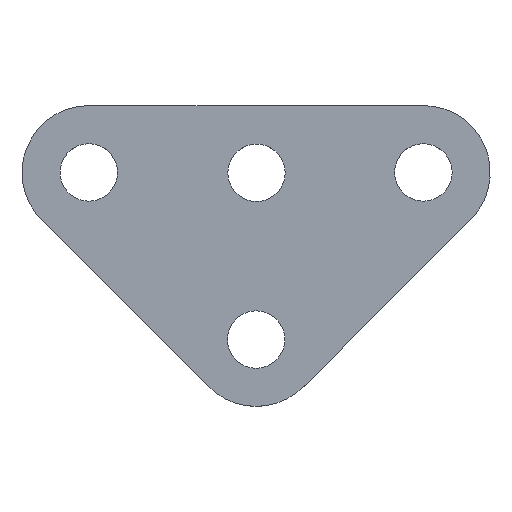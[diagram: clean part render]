
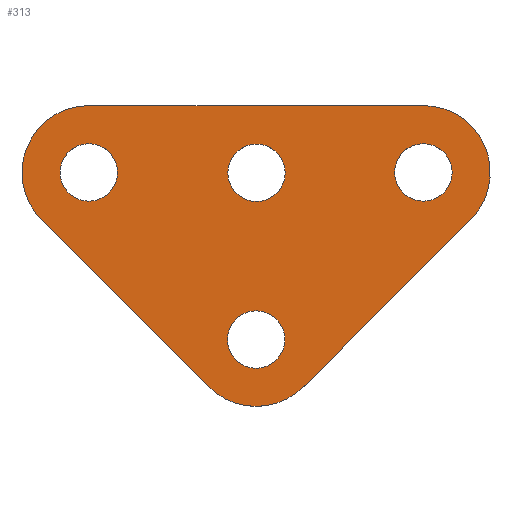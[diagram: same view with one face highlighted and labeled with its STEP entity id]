
A CAD part, top view. The second image highlights one B-rep face of the part: STEP entity #313.
In plain terms, the highlighted planar face has unit normal (0, 0, 1).
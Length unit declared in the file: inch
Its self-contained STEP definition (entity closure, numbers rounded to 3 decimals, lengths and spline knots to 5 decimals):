
#15=FACE_BOUND('',#62,.T.);
#16=FACE_BOUND('',#63,.T.);
#17=FACE_BOUND('',#64,.T.);
#18=FACE_BOUND('',#65,.T.);
#29=PLANE('',#367);
#45=FACE_OUTER_BOUND('',#61,.T.);
#61=EDGE_LOOP('',(#263,#264,#265,#266,#267,#268,#269,#270,#271,#272));
#62=EDGE_LOOP('',(#273));
#63=EDGE_LOOP('',(#274));
#64=EDGE_LOOP('',(#275));
#65=EDGE_LOOP('',(#276));
#77=LINE('',#493,#103);
#81=LINE('',#505,#107);
#84=LINE('',#511,#110);
#88=LINE('',#521,#114);
#92=LINE('',#533,#118);
#95=LINE('',#539,#121);
#103=VECTOR('',#403,0.3937);
#107=VECTOR('',#415,0.3937);
#110=VECTOR('',#420,0.3937);
#114=VECTOR('',#432,0.3937);
#118=VECTOR('',#444,0.3937);
#121=VECTOR('',#449,0.3937);
#123=CIRCLE('',#338,0.0858);
#125=CIRCLE('',#341,0.086);
#127=CIRCLE('',#344,0.086);
#129=CIRCLE('',#347,0.086);
#132=CIRCLE('',#352,0.2);
#134=CIRCLE('',#357,0.2);
#136=CIRCLE('',#361,0.2);
#138=CIRCLE('',#366,0.2);
#139=VERTEX_POINT('',#463);
#141=VERTEX_POINT('',#469);
#143=VERTEX_POINT('',#475);
#145=VERTEX_POINT('',#481);
#149=VERTEX_POINT('',#490);
#150=VERTEX_POINT('',#492);
#152=VERTEX_POINT('',#498);
#154=VERTEX_POINT('',#504);
#156=VERTEX_POINT('',#510);
#158=VERTEX_POINT('',#516);
#160=VERTEX_POINT('',#526);
#162=VERTEX_POINT('',#532);
#164=VERTEX_POINT('',#538);
#165=EDGE_CURVE('',#139,#139,#123,.T.);
#168=EDGE_CURVE('',#141,#141,#125,.T.);
#171=EDGE_CURVE('',#143,#143,#127,.T.);
#174=EDGE_CURVE('',#145,#145,#129,.T.);
#179=EDGE_CURVE('',#150,#149,#77,.T.);
#182=EDGE_CURVE('',#152,#150,#132,.T.);
#185=EDGE_CURVE('',#154,#152,#81,.T.);
#188=EDGE_CURVE('',#156,#154,#84,.T.);
#191=EDGE_CURVE('',#158,#156,#134,.T.);
#194=EDGE_CURVE('',#156,#158,#88,.T.);
#197=EDGE_CURVE('',#160,#156,#136,.T.);
#200=EDGE_CURVE('',#162,#160,#92,.T.);
#203=EDGE_CURVE('',#164,#162,#95,.T.);
#206=EDGE_CURVE('',#149,#164,#138,.T.);
#263=ORIENTED_EDGE('',*,*,#206,.T.);
#264=ORIENTED_EDGE('',*,*,#203,.T.);
#265=ORIENTED_EDGE('',*,*,#200,.T.);
#266=ORIENTED_EDGE('',*,*,#197,.T.);
#267=ORIENTED_EDGE('',*,*,#194,.T.);
#268=ORIENTED_EDGE('',*,*,#191,.T.);
#269=ORIENTED_EDGE('',*,*,#188,.T.);
#270=ORIENTED_EDGE('',*,*,#185,.T.);
#271=ORIENTED_EDGE('',*,*,#182,.T.);
#272=ORIENTED_EDGE('',*,*,#179,.T.);
#273=ORIENTED_EDGE('',*,*,#174,.T.);
#274=ORIENTED_EDGE('',*,*,#171,.T.);
#275=ORIENTED_EDGE('',*,*,#168,.T.);
#276=ORIENTED_EDGE('',*,*,#165,.T.);
#313=ADVANCED_FACE('',(#45,#15,#16,#17,#18),#29,.T.);
#338=AXIS2_PLACEMENT_3D('',#464,#373,#374);
#341=AXIS2_PLACEMENT_3D('',#470,#380,#381);
#344=AXIS2_PLACEMENT_3D('',#476,#387,#388);
#347=AXIS2_PLACEMENT_3D('',#482,#394,#395);
#352=AXIS2_PLACEMENT_3D('',#499,#409,#410);
#357=AXIS2_PLACEMENT_3D('',#517,#426,#427);
#361=AXIS2_PLACEMENT_3D('',#527,#438,#439);
#366=AXIS2_PLACEMENT_3D('',#543,#455,#456);
#367=AXIS2_PLACEMENT_3D('',#544,#457,#458);
#373=DIRECTION('center_axis',(0.,0.,-1.));
#374=DIRECTION('ref_axis',(-1.,0.,0.));
#380=DIRECTION('center_axis',(0.,0.,-1.));
#381=DIRECTION('ref_axis',(-1.,0.,0.));
#387=DIRECTION('center_axis',(0.,0.,-1.));
#388=DIRECTION('ref_axis',(-1.,0.,0.));
#394=DIRECTION('center_axis',(0.,0.,-1.));
#395=DIRECTION('ref_axis',(-1.,0.,0.));
#403=DIRECTION('',(-1.,0.,0.));
#409=DIRECTION('center_axis',(0.,0.,1.));
#410=DIRECTION('ref_axis',(1.,0.,0.));
#415=DIRECTION('',(0.705,0.709,0.));
#420=DIRECTION('',(1.,0.,0.));
#426=DIRECTION('center_axis',(0.,0.,-1.));
#427=DIRECTION('ref_axis',(-1.,0.,0.));
#432=DIRECTION('',(0.695,0.719,0.));
#438=DIRECTION('center_axis',(0.,0.,1.));
#439=DIRECTION('ref_axis',(1.,0.,0.));
#444=DIRECTION('',(1.,0.,0.));
#449=DIRECTION('',(0.706,-0.708,0.));
#455=DIRECTION('center_axis',(0.,0.,1.));
#456=DIRECTION('ref_axis',(1.,0.,0.));
#457=DIRECTION('center_axis',(0.,0.,1.));
#458=DIRECTION('ref_axis',(1.,0.,0.));
#463=CARTESIAN_POINT('',(0.28566,0.21395,0.0625));
#464=CARTESIAN_POINT('Origin',(0.19986,0.21395,0.0625));
#469=CARTESIAN_POINT('',(0.78519,0.21514,0.0625));
#470=CARTESIAN_POINT('Origin',(0.69919,0.21514,0.0625));
#475=CARTESIAN_POINT('',(0.28471,-0.28485,0.0625));
#476=CARTESIAN_POINT('Origin',(0.19871,-0.28485,0.0625));
#481=CARTESIAN_POINT('',(-0.21576,0.21514,0.0625));
#482=CARTESIAN_POINT('Origin',(-0.30176,0.21514,0.0625));
#490=CARTESIAN_POINT('',(-0.30176,0.41514,0.0625));
#492=CARTESIAN_POINT('',(0.69919,0.41514,0.0625));
#493=CARTESIAN_POINT('',(0.69919,0.41514,0.0625));
#498=CARTESIAN_POINT('',(0.82228,0.0575,0.0625));
#499=CARTESIAN_POINT('Origin',(0.69919,0.21514,0.0625));
#504=CARTESIAN_POINT('',(0.34248,-0.42553,0.0625));
#505=CARTESIAN_POINT('',(0.28356,-0.48485,0.0625));
#510=CARTESIAN_POINT('',(0.34087,-0.42553,0.0625));
#511=CARTESIAN_POINT('',(0.34087,-0.42553,0.0625));
#516=CARTESIAN_POINT('',(0.3442,-0.42208,0.0625));
#517=CARTESIAN_POINT('Origin',(0.19871,-0.28485,0.0625));
#521=CARTESIAN_POINT('',(0.34087,-0.42553,0.0625));
#526=CARTESIAN_POINT('',(0.05656,-0.42553,0.0625));
#527=CARTESIAN_POINT('Origin',(0.19871,-0.28485,0.0625));
#532=CARTESIAN_POINT('',(0.05641,-0.42553,0.0625));
#533=CARTESIAN_POINT('',(0.05641,-0.42553,0.0625));
#538=CARTESIAN_POINT('',(-0.45985,0.09263,0.0625));
#539=CARTESIAN_POINT('',(-0.45985,0.09263,0.0625));
#543=CARTESIAN_POINT('Origin',(-0.30176,0.21514,0.0625));
#544=CARTESIAN_POINT('Origin',(0.19871,-0.03485,0.0625));
